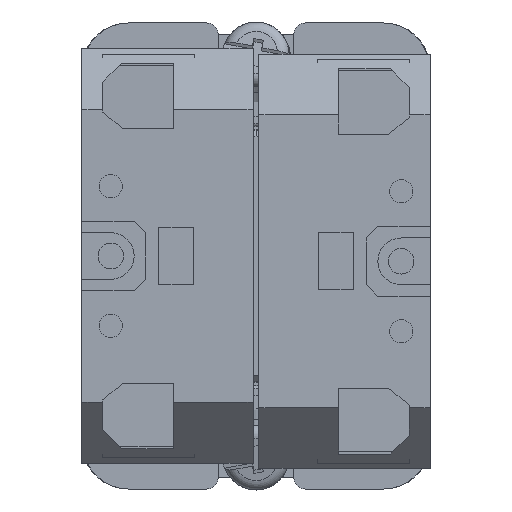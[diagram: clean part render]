
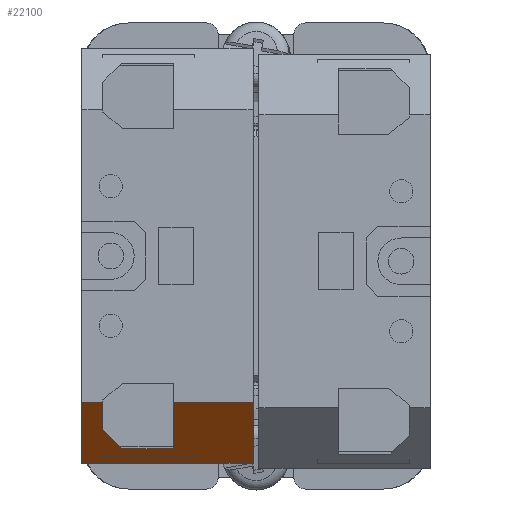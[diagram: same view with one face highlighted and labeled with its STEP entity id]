
A CAD part, front view. The second image highlights one B-rep face of the part: STEP entity #22100.
In plain terms, the highlighted planar face has unit normal (0, -0.707, -0.707).
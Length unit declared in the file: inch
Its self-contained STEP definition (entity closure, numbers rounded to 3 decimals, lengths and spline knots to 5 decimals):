
#202 = VECTOR ( 'NONE', #22508, 39.37008 ) ;
#398 = ORIENTED_EDGE ( 'NONE', *, *, #23331, .F. ) ;
#465 = CARTESIAN_POINT ( 'NONE',  ( -0.51786, -1.19425, -0.75921 ) ) ;
#575 = VERTEX_POINT ( 'NONE', #14987 ) ;
#831 = CARTESIAN_POINT ( 'NONE',  ( -0.00999, -1.45866, -0.4948 ) ) ;
#843 = VECTOR ( 'NONE', #14857, 39.37008 ) ;
#1651 = CARTESIAN_POINT ( 'NONE',  ( -0.58873, -1.45866, -0.4948 ) ) ;
#3782 = LINE ( 'NONE', #17218, #15928 ) ;
#4215 = ORIENTED_EDGE ( 'NONE', *, *, #6061, .T. ) ;
#4415 = EDGE_CURVE ( 'NONE', #10915, #14646, #23773, .T. ) ;
#4835 = CARTESIAN_POINT ( 'NONE',  ( -0.0087, -1.30062, -0.65285 ) ) ;
#4987 = VERTEX_POINT ( 'NONE', #24169 ) ;
#6006 = CARTESIAN_POINT ( 'NONE',  ( -0.51786, -1.45866, -0.4948 ) ) ;
#6061 = EDGE_CURVE ( 'NONE', #14802, #25912, #25868, .T. ) ;
#6245 = CARTESIAN_POINT ( 'NONE',  ( -0.58873, -1.19425, -0.75921 ) ) ;
#6386 = FACE_OUTER_BOUND ( 'NONE', #11548, .T. ) ;
#6472 = VECTOR ( 'NONE', #22865, 39.37008 ) ;
#6613 = EDGE_CURVE ( 'NONE', #20586, #10915, #9821, .T. ) ;
#6624 = AXIS2_PLACEMENT_3D ( 'NONE', #22910, #13061, #24925 ) ;
#6887 = CARTESIAN_POINT ( 'NONE',  ( -0.27914, -1.30226, -0.65121 ) ) ;
#7090 = LINE ( 'NONE', #24667, #13026 ) ;
#7541 = VERTEX_POINT ( 'NONE', #831 ) ;
#8107 = ORIENTED_EDGE ( 'NONE', *, *, #24379, .F. ) ;
#8255 = VECTOR ( 'NONE', #21410, 39.37008 ) ;
#8725 = DIRECTION ( 'NONE',  ( -1., 0., 0. ) ) ;
#9425 = CARTESIAN_POINT ( 'NONE',  ( -0.45388, -1.30332, -0.65015 ) ) ;
#9821 = LINE ( 'NONE', #15056, #11060 ) ;
#10247 = ORIENTED_EDGE ( 'NONE', *, *, #18123, .F. ) ;
#10915 = VERTEX_POINT ( 'NONE', #1651 ) ;
#10986 = ORIENTED_EDGE ( 'NONE', *, *, #18504, .T. ) ;
#11060 = VECTOR ( 'NONE', #22863, 39.37008 ) ;
#11540 = VECTOR ( 'NONE', #23334, 39.37008 ) ;
#11548 = EDGE_LOOP ( 'NONE', ( #15596, #19705, #11770, #8107, #10247, #10986, #14710, #4215, #398 ) ) ;
#11770 = ORIENTED_EDGE ( 'NONE', *, *, #4415, .T. ) ;
#12364 = DIRECTION ( 'NONE',  ( 0., 0.707, -0.707 ) ) ;
#13026 = VECTOR ( 'NONE', #8725, 39.37008 ) ;
#13061 = DIRECTION ( 'NONE',  ( 0., 0.707, 0.707 ) ) ;
#13083 = VECTOR ( 'NONE', #12364, 39.37008 ) ;
#13350 = LINE ( 'NONE', #17057, #6472 ) ;
#13414 = LINE ( 'NONE', #23414, #11540 ) ;
#13465 = CARTESIAN_POINT ( 'NONE',  ( -0.00999, -1.19425, -0.75921 ) ) ;
#14551 = CARTESIAN_POINT ( 'NONE',  ( -0.00999, -1.25394, -0.69953 ) ) ;
#14646 = VERTEX_POINT ( 'NONE', #15149 ) ;
#14710 = ORIENTED_EDGE ( 'NONE', *, *, #24894, .F. ) ;
#14802 = VERTEX_POINT ( 'NONE', #6887 ) ;
#14857 = DIRECTION ( 'NONE',  ( -1., -0.006, 0.006 ) ) ;
#14938 = DIRECTION ( 'NONE',  ( -1., 0., 0. ) ) ;
#14987 = CARTESIAN_POINT ( 'NONE',  ( -0.27914, -1.45866, -0.4948 ) ) ;
#15056 = CARTESIAN_POINT ( 'NONE',  ( -0.00999, -1.45866, -0.4948 ) ) ;
#15149 = CARTESIAN_POINT ( 'NONE',  ( -0.58873, -1.25394, -0.69953 ) ) ;
#15353 = VERTEX_POINT ( 'NONE', #14551 ) ;
#15596 = ORIENTED_EDGE ( 'NONE', *, *, #17951, .F. ) ;
#15928 = VECTOR ( 'NONE', #14938, 39.37008 ) ;
#17057 = CARTESIAN_POINT ( 'NONE',  ( -0.27914, -1.19425, -0.75921 ) ) ;
#17218 = CARTESIAN_POINT ( 'NONE',  ( -0.00999, -1.25394, -0.69953 ) ) ;
#17951 = EDGE_CURVE ( 'NONE', #20586, #4987, #22653, .T. ) ;
#18123 = EDGE_CURVE ( 'NONE', #7541, #15353, #21037, .T. ) ;
#18504 = EDGE_CURVE ( 'NONE', #7541, #575, #7090, .T. ) ;
#19705 = ORIENTED_EDGE ( 'NONE', *, *, #6613, .T. ) ;
#20586 = VERTEX_POINT ( 'NONE', #6006 ) ;
#20935 = PLANE ( 'NONE',  #6624 ) ;
#21037 = LINE ( 'NONE', #13465, #8255 ) ;
#21410 = DIRECTION ( 'NONE',  ( 0., 0.707, -0.707 ) ) ;
#22100 = ADVANCED_FACE ( 'NONE', ( #6386 ), #20935, .F. ) ;
#22508 = DIRECTION ( 'NONE',  ( 0., 0.707, -0.707 ) ) ;
#22653 = LINE ( 'NONE', #465, #202 ) ;
#22863 = DIRECTION ( 'NONE',  ( -1., 0., 0. ) ) ;
#22865 = DIRECTION ( 'NONE',  ( 0., -0.707, 0.707 ) ) ;
#22910 = CARTESIAN_POINT ( 'NONE',  ( -0.00999, -1.19425, -0.75921 ) ) ;
#23331 = EDGE_CURVE ( 'NONE', #4987, #25912, #13414, .T. ) ;
#23334 = DIRECTION ( 'NONE',  ( 0.583, 0.574, -0.574 ) ) ;
#23414 = CARTESIAN_POINT ( 'NONE',  ( -0.22966, -1.08265, -0.87082 ) ) ;
#23773 = LINE ( 'NONE', #6245, #13083 ) ;
#24169 = CARTESIAN_POINT ( 'NONE',  ( -0.51786, -1.36628, -0.58718 ) ) ;
#24379 = EDGE_CURVE ( 'NONE', #15353, #14646, #3782, .T. ) ;
#24667 = CARTESIAN_POINT ( 'NONE',  ( -0.00999, -1.45866, -0.4948 ) ) ;
#24894 = EDGE_CURVE ( 'NONE', #14802, #575, #13350, .T. ) ;
#24925 = DIRECTION ( 'NONE',  ( 0., 0.707, -0.707 ) ) ;
#25868 = LINE ( 'NONE', #4835, #843 ) ;
#25912 = VERTEX_POINT ( 'NONE', #9425 ) ;
